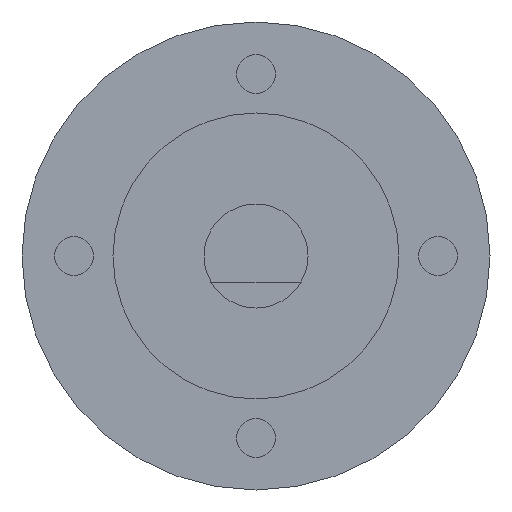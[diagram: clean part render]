
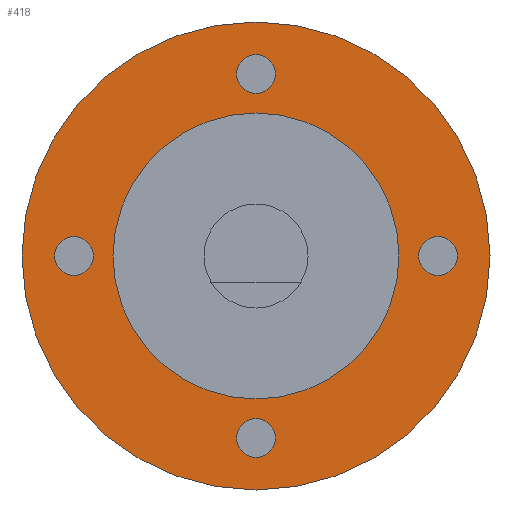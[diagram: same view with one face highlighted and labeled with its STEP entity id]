
A CAD part, front view. The second image highlights one B-rep face of the part: STEP entity #418.
In plain terms, the highlighted planar face has unit normal (0, -1, 0).
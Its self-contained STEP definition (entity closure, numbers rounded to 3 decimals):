
#1 = FACE_BOUND ( 'NONE', #402, .T. ) ;
#5 = FACE_BOUND ( 'NONE', #346, .T. ) ;
#27 = AXIS2_PLACEMENT_3D ( 'NONE', #858, #265, #80 ) ;
#35 = DIRECTION ( 'NONE',  ( 0., -1., 0. ) ) ;
#36 = CARTESIAN_POINT ( 'NONE',  ( 0., 0., 14. ) ) ;
#71 = DIRECTION ( 'NONE',  ( 0., 0., 1. ) ) ;
#73 = AXIS2_PLACEMENT_3D ( 'NONE', #435, #35, #610 ) ;
#76 = CIRCLE ( 'NONE', #629, 1.5 ) ;
#80 = DIRECTION ( 'NONE',  ( 0., 0., -1. ) ) ;
#93 = ORIENTED_EDGE ( 'NONE', *, *, #184, .F. ) ;
#96 = FACE_BOUND ( 'NONE', #1070, .T. ) ;
#97 = DIRECTION ( 'NONE',  ( 0., -1., 0. ) ) ;
#105 = AXIS2_PLACEMENT_3D ( 'NONE', #704, #1102, #1078 ) ;
#111 = CIRCLE ( 'NONE', #199, 1.5 ) ;
#115 = CARTESIAN_POINT ( 'NONE',  ( 14., 0., 0. ) ) ;
#122 = EDGE_CURVE ( 'NONE', #1268, #244, #1271, .T. ) ;
#127 = CIRCLE ( 'NONE', #1258, 1.5 ) ;
#132 = DIRECTION ( 'NONE',  ( 0., 1., 0. ) ) ;
#149 = CARTESIAN_POINT ( 'NONE',  ( 0., 0., -14. ) ) ;
#150 = CIRCLE ( 'NONE', #818, 1.5 ) ;
#151 = EDGE_CURVE ( 'NONE', #1179, #388, #1151, .T. ) ;
#157 = DIRECTION ( 'NONE',  ( 0., 0., -1. ) ) ;
#184 = EDGE_CURVE ( 'NONE', #967, #1015, #817, .T. ) ;
#199 = AXIS2_PLACEMENT_3D ( 'NONE', #149, #565, #157 ) ;
#200 = CARTESIAN_POINT ( 'NONE',  ( 0., 0., -11. ) ) ;
#206 = AXIS2_PLACEMENT_3D ( 'NONE', #36, #831, #335 ) ;
#212 = DIRECTION ( 'NONE',  ( 0., -1., 0. ) ) ;
#240 = CARTESIAN_POINT ( 'NONE',  ( 0., 0., 0. ) ) ;
#244 = VERTEX_POINT ( 'NONE', #755 ) ;
#265 = DIRECTION ( 'NONE',  ( 0., -1., 0. ) ) ;
#288 = ORIENTED_EDGE ( 'NONE', *, *, #718, .F. ) ;
#290 = PLANE ( 'NONE',  #455 ) ;
#292 = ORIENTED_EDGE ( 'NONE', *, *, #1073, .F. ) ;
#295 = DIRECTION ( 'NONE',  ( 0., -1., 0. ) ) ;
#335 = DIRECTION ( 'NONE',  ( 0., 0., -1. ) ) ;
#346 = EDGE_LOOP ( 'NONE', ( #1246, #958 ) ) ;
#373 = CARTESIAN_POINT ( 'NONE',  ( 0., 0., 15.5 ) ) ;
#378 = ORIENTED_EDGE ( 'NONE', *, *, #1222, .F. ) ;
#384 = ORIENTED_EDGE ( 'NONE', *, *, #151, .F. ) ;
#388 = VERTEX_POINT ( 'NONE', #200 ) ;
#399 = CARTESIAN_POINT ( 'NONE',  ( -14., 0., 0. ) ) ;
#402 = EDGE_LOOP ( 'NONE', ( #465, #378 ) ) ;
#403 = FACE_OUTER_BOUND ( 'NONE', #925, .T. ) ;
#414 = DIRECTION ( 'NONE',  ( 0., 0., 1. ) ) ;
#418 = ADVANCED_FACE ( 'NONE', ( #898, #5, #1, #96, #601, #403 ), #290, .F. ) ;
#435 = CARTESIAN_POINT ( 'NONE',  ( 0., 0., 0. ) ) ;
#444 = VERTEX_POINT ( 'NONE', #1001 ) ;
#453 = CARTESIAN_POINT ( 'NONE',  ( -14., 0., 1.5 ) ) ;
#455 = AXIS2_PLACEMENT_3D ( 'NONE', #695, #798, #1198 ) ;
#456 = EDGE_CURVE ( 'NONE', #1230, #1154, #1225, .T. ) ;
#465 = ORIENTED_EDGE ( 'NONE', *, *, #717, .F. ) ;
#472 = EDGE_LOOP ( 'NONE', ( #288, #727 ) ) ;
#473 = CIRCLE ( 'NONE', #628, 1.5 ) ;
#481 = EDGE_LOOP ( 'NONE', ( #384, #292 ) ) ;
#509 = CARTESIAN_POINT ( 'NONE',  ( 0., 0., -15.5 ) ) ;
#520 = CARTESIAN_POINT ( 'NONE',  ( 0., 0., 14. ) ) ;
#526 = EDGE_CURVE ( 'NONE', #669, #729, #127, .T. ) ;
#543 = EDGE_CURVE ( 'NONE', #1015, #967, #1148, .T. ) ;
#565 = DIRECTION ( 'NONE',  ( 0., -1., 0. ) ) ;
#589 = AXIS2_PLACEMENT_3D ( 'NONE', #240, #132, #414 ) ;
#591 = AXIS2_PLACEMENT_3D ( 'NONE', #1170, #1052, #71 ) ;
#601 = FACE_BOUND ( 'NONE', #481, .T. ) ;
#603 = CARTESIAN_POINT ( 'NONE',  ( 14., 0., -1.5 ) ) ;
#607 = CARTESIAN_POINT ( 'NONE',  ( 0., 0., 18. ) ) ;
#610 = DIRECTION ( 'NONE',  ( 0., 0., -1. ) ) ;
#624 = CIRCLE ( 'NONE', #692, 1.5 ) ;
#628 = AXIS2_PLACEMENT_3D ( 'NONE', #701, #1213, #1116 ) ;
#629 = AXIS2_PLACEMENT_3D ( 'NONE', #520, #212, #910 ) ;
#669 = VERTEX_POINT ( 'NONE', #1232 ) ;
#691 = DIRECTION ( 'NONE',  ( 0., 0., -1. ) ) ;
#692 = AXIS2_PLACEMENT_3D ( 'NONE', #1187, #97, #893 ) ;
#695 = CARTESIAN_POINT ( 'NONE',  ( 0., 0., 0. ) ) ;
#701 = CARTESIAN_POINT ( 'NONE',  ( 0., 0., -14. ) ) ;
#704 = CARTESIAN_POINT ( 'NONE',  ( -14., 0., 0. ) ) ;
#710 = CIRCLE ( 'NONE', #73, 11. ) ;
#717 = EDGE_CURVE ( 'NONE', #775, #444, #473, .T. ) ;
#718 = EDGE_CURVE ( 'NONE', #244, #1268, #76, .T. ) ;
#727 = ORIENTED_EDGE ( 'NONE', *, *, #122, .F. ) ;
#729 = VERTEX_POINT ( 'NONE', #603 ) ;
#745 = CARTESIAN_POINT ( 'NONE',  ( -14., 0., -1.5 ) ) ;
#755 = CARTESIAN_POINT ( 'NONE',  ( 0., 0., 12.5 ) ) ;
#775 = VERTEX_POINT ( 'NONE', #509 ) ;
#798 = DIRECTION ( 'NONE',  ( 0., 1., 0. ) ) ;
#817 = CIRCLE ( 'NONE', #591, 18. ) ;
#818 = AXIS2_PLACEMENT_3D ( 'NONE', #399, #295, #691 ) ;
#826 = DIRECTION ( 'NONE',  ( 0., -1., 0. ) ) ;
#831 = DIRECTION ( 'NONE',  ( 0., -1., 0. ) ) ;
#837 = CARTESIAN_POINT ( 'NONE',  ( 0., 0., 11. ) ) ;
#858 = CARTESIAN_POINT ( 'NONE',  ( 0., 0., 0. ) ) ;
#893 = DIRECTION ( 'NONE',  ( 0., 0., -1. ) ) ;
#895 = ORIENTED_EDGE ( 'NONE', *, *, #1049, .F. ) ;
#898 = FACE_BOUND ( 'NONE', #472, .T. ) ;
#904 = CARTESIAN_POINT ( 'NONE',  ( 0., 0., -18. ) ) ;
#910 = DIRECTION ( 'NONE',  ( 0., 0., -1. ) ) ;
#925 = EDGE_LOOP ( 'NONE', ( #93, #1004 ) ) ;
#958 = ORIENTED_EDGE ( 'NONE', *, *, #526, .F. ) ;
#967 = VERTEX_POINT ( 'NONE', #904 ) ;
#1001 = CARTESIAN_POINT ( 'NONE',  ( 0., 0., -12.5 ) ) ;
#1004 = ORIENTED_EDGE ( 'NONE', *, *, #543, .F. ) ;
#1015 = VERTEX_POINT ( 'NONE', #607 ) ;
#1025 = EDGE_CURVE ( 'NONE', #729, #669, #624, .T. ) ;
#1049 = EDGE_CURVE ( 'NONE', #1154, #1230, #150, .T. ) ;
#1052 = DIRECTION ( 'NONE',  ( 0., 1., 0. ) ) ;
#1070 = EDGE_LOOP ( 'NONE', ( #895, #1124 ) ) ;
#1073 = EDGE_CURVE ( 'NONE', #388, #1179, #710, .T. ) ;
#1078 = DIRECTION ( 'NONE',  ( 0., 0., -1. ) ) ;
#1102 = DIRECTION ( 'NONE',  ( 0., -1., 0. ) ) ;
#1116 = DIRECTION ( 'NONE',  ( 0., 0., -1. ) ) ;
#1124 = ORIENTED_EDGE ( 'NONE', *, *, #456, .F. ) ;
#1148 = CIRCLE ( 'NONE', #589, 18. ) ;
#1151 = CIRCLE ( 'NONE', #27, 11. ) ;
#1154 = VERTEX_POINT ( 'NONE', #745 ) ;
#1170 = CARTESIAN_POINT ( 'NONE',  ( 0., 0., 0. ) ) ;
#1179 = VERTEX_POINT ( 'NONE', #837 ) ;
#1187 = CARTESIAN_POINT ( 'NONE',  ( 14., 0., 0. ) ) ;
#1198 = DIRECTION ( 'NONE',  ( 0., 0., 1. ) ) ;
#1210 = DIRECTION ( 'NONE',  ( 0., 0., -1. ) ) ;
#1213 = DIRECTION ( 'NONE',  ( 0., -1., 0. ) ) ;
#1222 = EDGE_CURVE ( 'NONE', #444, #775, #111, .T. ) ;
#1225 = CIRCLE ( 'NONE', #105, 1.5 ) ;
#1230 = VERTEX_POINT ( 'NONE', #453 ) ;
#1232 = CARTESIAN_POINT ( 'NONE',  ( 14., 0., 1.5 ) ) ;
#1246 = ORIENTED_EDGE ( 'NONE', *, *, #1025, .F. ) ;
#1258 = AXIS2_PLACEMENT_3D ( 'NONE', #115, #826, #1210 ) ;
#1268 = VERTEX_POINT ( 'NONE', #373 ) ;
#1271 = CIRCLE ( 'NONE', #206, 1.5 ) ;
